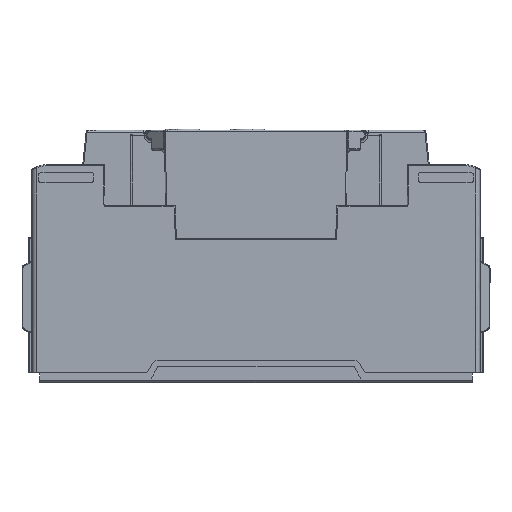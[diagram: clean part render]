
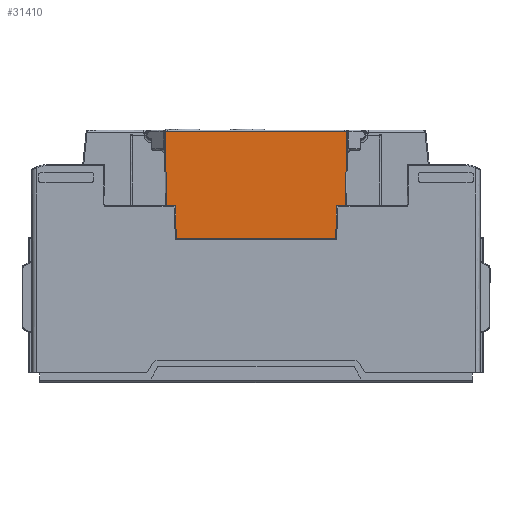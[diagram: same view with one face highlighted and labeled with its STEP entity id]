
A CAD part, left-side view. The second image highlights one B-rep face of the part: STEP entity #31410.
In plain terms, the highlighted planar face has unit normal (-1, 0, 0).
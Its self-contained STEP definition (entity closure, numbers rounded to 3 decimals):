
#4653=CARTESIAN_POINT('',(-17.9,-18.017,35.82));
#4654=VERTEX_POINT('',#4653);
#4662=CARTESIAN_POINT('',(-17.9,-16.15,35.82));
#4663=VERTEX_POINT('',#4662);
#4664=CARTESIAN_POINT('',(-17.9,-16.15,35.82));
#4665=DIRECTION('',(0.0,-1.0,0.0));
#4666=VECTOR('',#4665,1.867);
#4667=LINE('',#4664,#4666);
#4668=EDGE_CURVE('',#4663,#4654,#4667,.T.);
#4686=CARTESIAN_POINT('',(-17.9,16.15,35.82));
#4687=VERTEX_POINT('',#4686);
#4694=CARTESIAN_POINT('',(-17.9,18.017,35.82));
#4695=VERTEX_POINT('',#4694);
#4696=CARTESIAN_POINT('',(-17.9,18.017,35.82));
#4697=DIRECTION('',(0.0,-1.0,0.0));
#4698=VECTOR('',#4697,1.867);
#4699=LINE('',#4696,#4698);
#4700=EDGE_CURVE('',#4695,#4687,#4699,.T.);
#17916=CARTESIAN_POINT('',(-17.9,17.846,50.82));
#17917=VERTEX_POINT('',#17916);
#17926=CARTESIAN_POINT('',(-17.9,18.146,50.517));
#17927=VERTEX_POINT('',#17926);
#17935=CARTESIAN_POINT('',(-17.9,17.846,50.52));
#17936=DIRECTION('',(-1.0,0.,0.));
#17937=DIRECTION('',(0.,0.71,0.704));
#17938=AXIS2_PLACEMENT_3D('',#17935,#17936,#17937);
#17939=CIRCLE('',#17938,0.3);
#17940=EDGE_CURVE('',#17917,#17927,#17939,.T.);
#18143=CARTESIAN_POINT('',(-17.9,-17.846,50.82));
#18144=VERTEX_POINT('',#18143);
#18145=CARTESIAN_POINT('',(-17.9,17.846,50.82));
#18146=DIRECTION('',(0.0,-1.0,0.0));
#18147=VECTOR('',#18146,35.691);
#18148=LINE('',#18145,#18147);
#18149=EDGE_CURVE('',#17917,#18144,#18148,.T.);
#21850=CARTESIAN_POINT('',(-17.9,-18.146,50.517));
#21851=VERTEX_POINT('',#21850);
#21852=CARTESIAN_POINT('',(-17.9,-17.846,50.52));
#21853=DIRECTION('',(1.0,0.,0.));
#21854=DIRECTION('',(0.,-0.71,0.704));
#21855=AXIS2_PLACEMENT_3D('',#21852,#21853,#21854);
#21856=CIRCLE('',#21855,0.3);
#21857=EDGE_CURVE('',#18144,#21851,#21856,.T.);
#31352=CARTESIAN_POINT('',(-17.9,-18.146,50.517));
#31353=DIRECTION('',(0.,0.009,-1.));
#31354=VECTOR('',#31353,14.698);
#31355=LINE('',#31352,#31354);
#31356=EDGE_CURVE('',#21851,#4654,#31355,.T.);
#31369=CARTESIAN_POINT('',(-17.9,-10.6,50.597));
#31370=DIRECTION('',(-1.0,0.0,0.0));
#31371=DIRECTION('',(0.0,0.0,1.0));
#31372=AXIS2_PLACEMENT_3D('',#31369,#31370,#31371);
#31373=PLANE('',#31372);
#31374=CARTESIAN_POINT('',(-17.9,18.146,50.517));
#31375=DIRECTION('',(0.,-0.009,-1.));
#31376=VECTOR('',#31375,14.698);
#31377=LINE('',#31374,#31376);
#31378=EDGE_CURVE('',#17927,#4695,#31377,.T.);
#31379=ORIENTED_EDGE('',*,*,#31378,.T.);
#31380=ORIENTED_EDGE('',*,*,#4700,.T.);
#31381=CARTESIAN_POINT('',(-17.9,16.035,29.22));
#31382=VERTEX_POINT('',#31381);
#31383=CARTESIAN_POINT('',(-17.9,16.15,35.82));
#31384=DIRECTION('',(0.,-0.017,-1.));
#31385=VECTOR('',#31384,6.601);
#31386=LINE('',#31383,#31385);
#31387=EDGE_CURVE('',#4687,#31382,#31386,.T.);
#31388=ORIENTED_EDGE('',*,*,#31387,.T.);
#31389=CARTESIAN_POINT('',(-17.9,-16.035,29.22));
#31390=VERTEX_POINT('',#31389);
#31391=CARTESIAN_POINT('',(-17.9,16.035,29.22));
#31392=DIRECTION('',(0.0,-1.0,0.0));
#31393=VECTOR('',#31392,32.07);
#31394=LINE('',#31391,#31393);
#31395=EDGE_CURVE('',#31382,#31390,#31394,.T.);
#31396=ORIENTED_EDGE('',*,*,#31395,.T.);
#31397=CARTESIAN_POINT('',(-17.9,-16.15,35.82));
#31398=DIRECTION('',(0.,0.017,-1.));
#31399=VECTOR('',#31398,6.601);
#31400=LINE('',#31397,#31399);
#31401=EDGE_CURVE('',#4663,#31390,#31400,.T.);
#31402=ORIENTED_EDGE('',*,*,#31401,.F.);
#31403=ORIENTED_EDGE('',*,*,#4668,.T.);
#31404=ORIENTED_EDGE('',*,*,#31356,.F.);
#31405=ORIENTED_EDGE('',*,*,#21857,.F.);
#31406=ORIENTED_EDGE('',*,*,#18149,.F.);
#31407=ORIENTED_EDGE('',*,*,#17940,.T.);
#31408=EDGE_LOOP('',(#31379,#31380,#31388,#31396,#31402,#31403,#31404,#31405,#31406,#31407));
#31409=FACE_OUTER_BOUND('',#31408,.T.);
#31410=ADVANCED_FACE('',(#31409),#31373,.T.);
